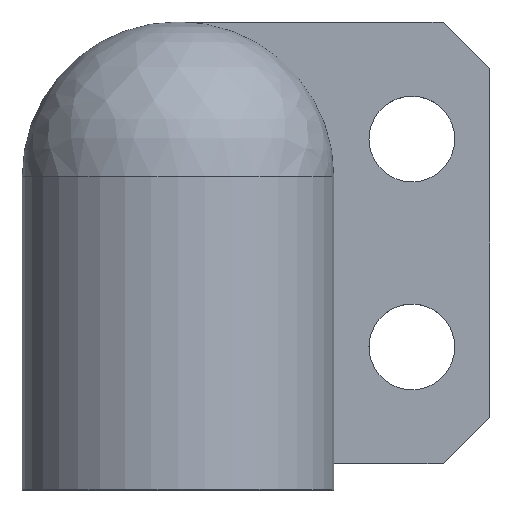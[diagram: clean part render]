
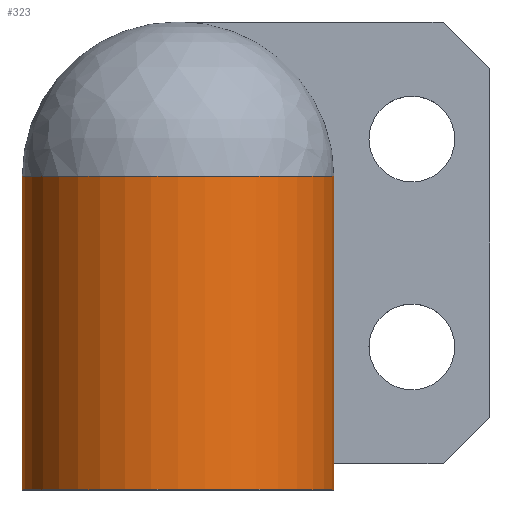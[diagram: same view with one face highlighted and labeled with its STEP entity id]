
A CAD part, top view. The second image highlights one B-rep face of the part: STEP entity #323.
In plain terms, the highlighted cylindrical face has radius 9.995 mm (diameter 19.991 mm), a partial arc.
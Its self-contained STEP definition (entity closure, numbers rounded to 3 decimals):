
#46=FACE_OUTER_BOUND('',#68,.T.);
#68=EDGE_LOOP('',(#284,#285,#286,#287));
#99=LINE('',#558,#129);
#100=LINE('',#561,#130);
#129=VECTOR('',#451,10.);
#130=VECTOR('',#454,10.);
#136=CIRCLE('',#345,9.995);
#145=CIRCLE('',#367,9.995);
#146=VERTEX_POINT('',#465);
#150=VERTEX_POINT('',#488);
#172=VERTEX_POINT('',#557);
#173=VERTEX_POINT('',#559);
#179=EDGE_CURVE('',#146,#150,#136,.T.);
#212=EDGE_CURVE('',#172,#150,#99,.T.);
#213=EDGE_CURVE('',#173,#172,#145,.T.);
#214=EDGE_CURVE('',#173,#146,#100,.T.);
#284=ORIENTED_EDGE('',*,*,#179,.T.);
#285=ORIENTED_EDGE('',*,*,#212,.F.);
#286=ORIENTED_EDGE('',*,*,#213,.F.);
#287=ORIENTED_EDGE('',*,*,#214,.T.);
#308=CYLINDRICAL_SURFACE('',#366,9.995);
#323=ADVANCED_FACE('',(#46),#308,.T.);
#345=AXIS2_PLACEMENT_3D('',#491,#383,#384);
#366=AXIS2_PLACEMENT_3D('',#556,#449,#450);
#367=AXIS2_PLACEMENT_3D('',#560,#452,#453);
#383=DIRECTION('center_axis',(0.,-1.,0.));
#384=DIRECTION('ref_axis',(0.,0.,1.));
#449=DIRECTION('center_axis',(0.,-1.,0.));
#450=DIRECTION('ref_axis',(0.,0.,1.));
#451=DIRECTION('',(0.,1.,0.));
#452=DIRECTION('center_axis',(0.,-1.,0.));
#453=DIRECTION('ref_axis',(-1.,0.,0.));
#454=DIRECTION('',(0.,1.,0.));
#465=CARTESIAN_POINT('',(-1382.794,426.632,0.001));
#488=CARTESIAN_POINT('',(-1402.785,426.632,0.001));
#491=CARTESIAN_POINT('Origin',(-1392.79,426.632,0.001));
#556=CARTESIAN_POINT('Origin',(-1392.79,406.532,0.001));
#557=CARTESIAN_POINT('',(-1402.785,406.532,0.001));
#558=CARTESIAN_POINT('',(-1402.785,406.532,0.001));
#559=CARTESIAN_POINT('',(-1382.794,406.532,0.001));
#560=CARTESIAN_POINT('Origin',(-1392.79,406.532,0.001));
#561=CARTESIAN_POINT('',(-1382.794,406.532,0.001));
